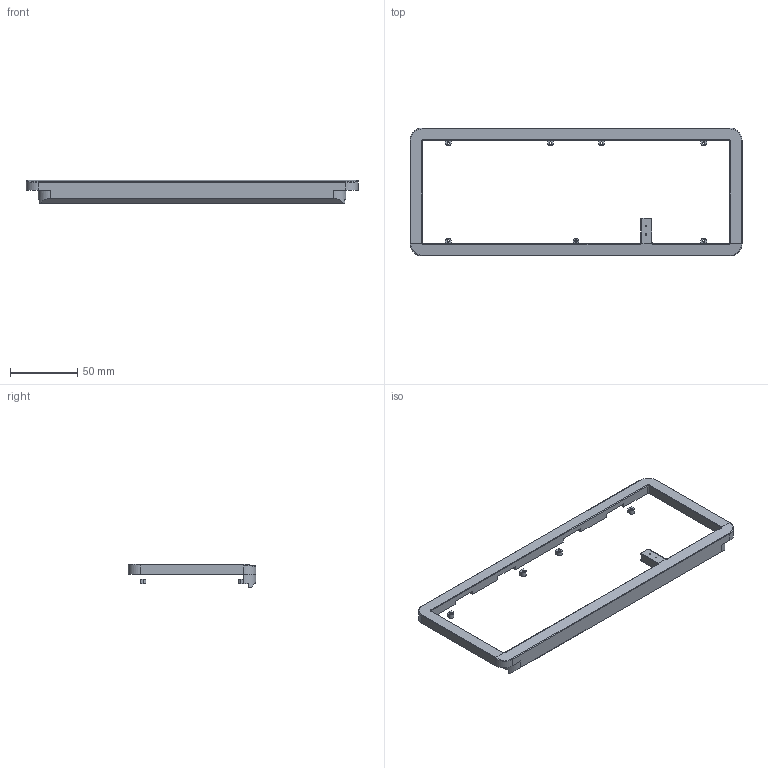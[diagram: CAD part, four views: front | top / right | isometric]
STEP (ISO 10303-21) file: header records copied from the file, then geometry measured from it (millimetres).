
FILE_DESCRIPTION(/* description */ ('','CAx-IF Rec.Pracs.---Representation and Presentation of Product Manufacturing Information (PMI)---4.0---2014-10-13'),/* implementation_level */ '2;1');
FILE_NAME(/* name */ '20b03421-17b9-463d-9852-ebc3f74b75bc.stp',/* time_stamp */ '2024-11-22T11:48:02Z',/* author */ (''),/* organization */ (''),/* preprocessor_version */ 'ST-DEVELOPER v20',/* originating_system */ 'Autodesk Translation Framework v13.20.0.188',/* authorisation */ '');
FILE_SCHEMA (('AP242_MANAGED_MODEL_BASED_3D_ENGINEERING_MIM_LF { 1 0 10303 442 1 1 4 }'));
Length unit declared in the file: millimetre
Products named in the file (1): vr42_top_case
Bounding box: 247.6 x 95.2 x 17.5 mm (x, y, z)
Volume: 55306.3 mm3; surface area: 26617.4 mm2
Topology: 5 solids, 5 shells, 206 faces, 548 edges, 350 vertices
Faces by surface type: plane 93, cylinder 81, torus 12, bspline 10, cone 10
Full cylindrical faces by diameter (mm): 1 x2, 1.8 x7, 3 x8, 4 x2
Entity records: 6764 total; most frequent: CARTESIAN_POINT 1503, DIRECTION 1104, ORIENTED_EDGE 1080, EDGE_CURVE 540, AXIS2_PLACEMENT_3D 385, VERTEX_POINT 350, LINE 334, VECTOR 334
